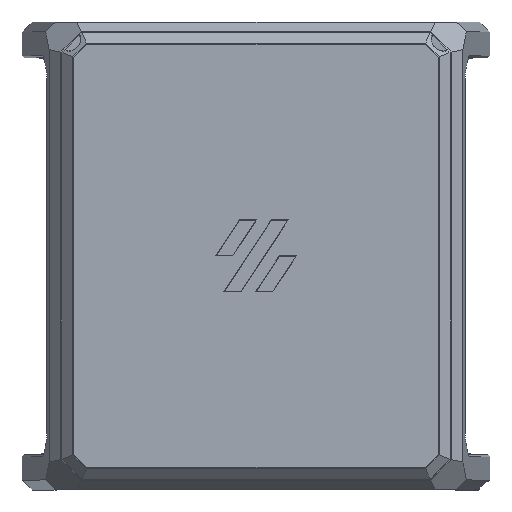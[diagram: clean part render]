
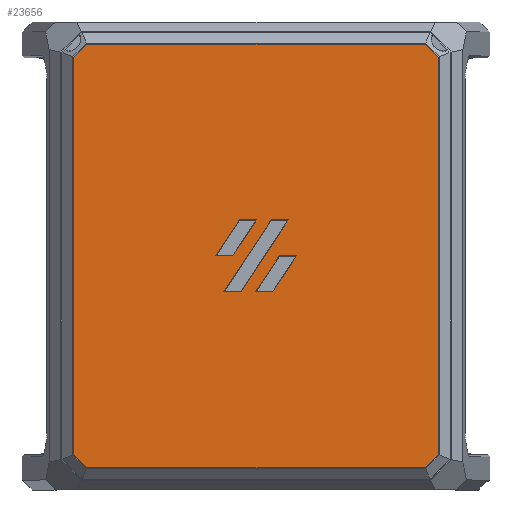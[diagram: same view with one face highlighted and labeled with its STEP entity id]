
A CAD part, top view. The second image highlights one B-rep face of the part: STEP entity #23656.
In plain terms, the highlighted planar face has unit normal (0, 0, 1).
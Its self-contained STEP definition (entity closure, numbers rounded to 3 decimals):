
#1339=FACE_BOUND('',#4468,.T.);
#1340=FACE_BOUND('',#4469,.T.);
#1341=FACE_BOUND('',#4470,.T.);
#1729=PLANE('',#25706);
#3053=FACE_OUTER_BOUND('',#4467,.T.);
#4467=EDGE_LOOP('',(#19595,#19596,#19597,#19598,#19599,#19600,#19601,#19602));
#4468=EDGE_LOOP('',(#19603,#19604,#19605,#19606));
#4469=EDGE_LOOP('',(#19607,#19608,#19609,#19610));
#4470=EDGE_LOOP('',(#19611,#19612,#19613,#19614));
#6209=LINE('',#42560,#8171);
#6213=LINE('',#42568,#8175);
#6218=LINE('',#42579,#8180);
#6220=LINE('',#42583,#8182);
#6224=LINE('',#42589,#8186);
#6226=LINE('',#42594,#8188);
#6229=LINE('',#42600,#8191);
#6232=LINE('',#42604,#8194);
#6242=LINE('',#42626,#8204);
#6243=LINE('',#42628,#8205);
#6244=LINE('',#42630,#8206);
#6245=LINE('',#42631,#8207);
#6246=LINE('',#42634,#8208);
#6247=LINE('',#42636,#8209);
#6248=LINE('',#42638,#8210);
#6249=LINE('',#42639,#8211);
#6250=LINE('',#42642,#8212);
#6251=LINE('',#42644,#8213);
#6252=LINE('',#42646,#8214);
#6253=LINE('',#42647,#8215);
#8171=VECTOR('',#30436,10.);
#8175=VECTOR('',#30442,10.);
#8180=VECTOR('',#30449,10.);
#8182=VECTOR('',#30453,10.);
#8186=VECTOR('',#30459,10.);
#8188=VECTOR('',#30463,10.);
#8191=VECTOR('',#30468,10.);
#8194=VECTOR('',#30473,10.);
#8204=VECTOR('',#30493,10.);
#8205=VECTOR('',#30494,10.);
#8206=VECTOR('',#30495,10.);
#8207=VECTOR('',#30496,10.);
#8208=VECTOR('',#30497,10.);
#8209=VECTOR('',#30498,10.);
#8210=VECTOR('',#30499,10.);
#8211=VECTOR('',#30500,10.);
#8212=VECTOR('',#30501,10.);
#8213=VECTOR('',#30502,10.);
#8214=VECTOR('',#30503,10.);
#8215=VECTOR('',#30504,10.);
#11154=VERTEX_POINT('',#42558);
#11155=VERTEX_POINT('',#42559);
#11158=VERTEX_POINT('',#42567);
#11162=VERTEX_POINT('',#42576);
#11163=VERTEX_POINT('',#42578);
#11164=VERTEX_POINT('',#42582);
#11167=VERTEX_POINT('',#42593);
#11169=VERTEX_POINT('',#42599);
#11175=VERTEX_POINT('',#42624);
#11176=VERTEX_POINT('',#42625);
#11177=VERTEX_POINT('',#42627);
#11178=VERTEX_POINT('',#42629);
#11179=VERTEX_POINT('',#42632);
#11180=VERTEX_POINT('',#42633);
#11181=VERTEX_POINT('',#42635);
#11182=VERTEX_POINT('',#42637);
#11183=VERTEX_POINT('',#42640);
#11184=VERTEX_POINT('',#42641);
#11185=VERTEX_POINT('',#42643);
#11186=VERTEX_POINT('',#42645);
#14105=EDGE_CURVE('',#11154,#11155,#6209,.T.);
#14109=EDGE_CURVE('',#11155,#11158,#6213,.T.);
#14114=EDGE_CURVE('',#11162,#11163,#6218,.T.);
#14116=EDGE_CURVE('',#11158,#11164,#6220,.T.);
#14120=EDGE_CURVE('',#11164,#11162,#6224,.T.);
#14122=EDGE_CURVE('',#11163,#11167,#6226,.T.);
#14125=EDGE_CURVE('',#11167,#11169,#6229,.T.);
#14128=EDGE_CURVE('',#11169,#11154,#6232,.T.);
#14138=EDGE_CURVE('',#11175,#11176,#6242,.T.);
#14139=EDGE_CURVE('',#11176,#11177,#6243,.T.);
#14140=EDGE_CURVE('',#11177,#11178,#6244,.T.);
#14141=EDGE_CURVE('',#11178,#11175,#6245,.T.);
#14142=EDGE_CURVE('',#11179,#11180,#6246,.T.);
#14143=EDGE_CURVE('',#11180,#11181,#6247,.T.);
#14144=EDGE_CURVE('',#11181,#11182,#6248,.T.);
#14145=EDGE_CURVE('',#11182,#11179,#6249,.T.);
#14146=EDGE_CURVE('',#11183,#11184,#6250,.T.);
#14147=EDGE_CURVE('',#11184,#11185,#6251,.T.);
#14148=EDGE_CURVE('',#11185,#11186,#6252,.T.);
#14149=EDGE_CURVE('',#11186,#11183,#6253,.T.);
#19595=ORIENTED_EDGE('',*,*,#14114,.F.);
#19596=ORIENTED_EDGE('',*,*,#14120,.F.);
#19597=ORIENTED_EDGE('',*,*,#14116,.F.);
#19598=ORIENTED_EDGE('',*,*,#14109,.F.);
#19599=ORIENTED_EDGE('',*,*,#14105,.F.);
#19600=ORIENTED_EDGE('',*,*,#14128,.F.);
#19601=ORIENTED_EDGE('',*,*,#14125,.F.);
#19602=ORIENTED_EDGE('',*,*,#14122,.F.);
#19603=ORIENTED_EDGE('',*,*,#14138,.T.);
#19604=ORIENTED_EDGE('',*,*,#14139,.T.);
#19605=ORIENTED_EDGE('',*,*,#14140,.T.);
#19606=ORIENTED_EDGE('',*,*,#14141,.T.);
#19607=ORIENTED_EDGE('',*,*,#14142,.T.);
#19608=ORIENTED_EDGE('',*,*,#14143,.T.);
#19609=ORIENTED_EDGE('',*,*,#14144,.T.);
#19610=ORIENTED_EDGE('',*,*,#14145,.T.);
#19611=ORIENTED_EDGE('',*,*,#14146,.T.);
#19612=ORIENTED_EDGE('',*,*,#14147,.T.);
#19613=ORIENTED_EDGE('',*,*,#14148,.T.);
#19614=ORIENTED_EDGE('',*,*,#14149,.T.);
#23656=ADVANCED_FACE('',(#3053,#1339,#1340,#1341),#1729,.F.);
#25706=AXIS2_PLACEMENT_3D('',#42623,#30491,#30492);
#30436=DIRECTION('',(0.,-1.,0.));
#30442=DIRECTION('',(-0.707,-0.707,0.));
#30449=DIRECTION('',(0.,1.,0.));
#30453=DIRECTION('',(-1.,0.,0.));
#30459=DIRECTION('',(-0.707,0.707,0.));
#30463=DIRECTION('',(0.707,0.707,0.));
#30468=DIRECTION('',(1.,0.,0.));
#30473=DIRECTION('',(0.707,-0.707,0.));
#30491=DIRECTION('center_axis',(0.,0.,-1.));
#30492=DIRECTION('ref_axis',(-1.,0.,0.));
#30493=DIRECTION('',(0.549,0.836,0.));
#30494=DIRECTION('',(1.,0.,0.));
#30495=DIRECTION('',(-0.549,-0.836,0.));
#30496=DIRECTION('',(-1.,0.,0.));
#30497=DIRECTION('',(1.,0.,0.));
#30498=DIRECTION('',(-0.549,-0.836,0.));
#30499=DIRECTION('',(-1.,0.,0.));
#30500=DIRECTION('',(0.549,0.836,0.));
#30501=DIRECTION('',(-0.549,-0.836,0.));
#30502=DIRECTION('',(-1.,0.,0.));
#30503=DIRECTION('',(0.549,0.836,0.));
#30504=DIRECTION('',(1.,0.,0.));
#42558=CARTESIAN_POINT('',(251.612,274.064,207.862));
#42559=CARTESIAN_POINT('',(251.612,71.954,207.862));
#42560=CARTESIAN_POINT('',(251.612,147.093,207.862));
#42567=CARTESIAN_POINT('',(244.967,65.309,207.862));
#42568=CARTESIAN_POINT('',(252.618,72.96,207.862));
#42576=CARTESIAN_POINT('',(66.188,71.954,207.862));
#42578=CARTESIAN_POINT('',(66.188,274.064,207.862));
#42579=CARTESIAN_POINT('',(66.188,198.925,207.862));
#42582=CARTESIAN_POINT('',(72.833,65.309,207.862));
#42583=CARTESIAN_POINT('',(136.731,65.309,207.862));
#42589=CARTESIAN_POINT('',(62.598,75.544,207.862));
#42593=CARTESIAN_POINT('',(72.833,280.709,207.862));
#42594=CARTESIAN_POINT('',(65.182,273.058,207.862));
#42599=CARTESIAN_POINT('',(244.967,280.709,207.862));
#42600=CARTESIAN_POINT('',(181.069,280.709,207.862));
#42604=CARTESIAN_POINT('',(255.202,270.474,207.862));
#42623=CARTESIAN_POINT('Origin',(158.9,173.009,207.862));
#42624=CARTESIAN_POINT('',(158.721,154.725,207.862));
#42625=CARTESIAN_POINT('',(170.729,172.993,207.862));
#42626=CARTESIAN_POINT('',(162.944,161.15,207.862));
#42627=CARTESIAN_POINT('',(179.509,172.993,207.862));
#42628=CARTESIAN_POINT('',(164.815,172.993,207.862));
#42629=CARTESIAN_POINT('',(167.501,154.725,207.862));
#42630=CARTESIAN_POINT('',(176.403,168.269,207.862));
#42631=CARTESIAN_POINT('',(163.2,154.725,207.862));
#42632=CARTESIAN_POINT('',(166.562,191.26,207.862));
#42633=CARTESIAN_POINT('',(175.34,191.26,207.862));
#42634=CARTESIAN_POINT('',(162.731,191.26,207.862));
#42635=CARTESIAN_POINT('',(151.323,154.725,207.862));
#42636=CARTESIAN_POINT('',(168.671,181.115,207.862));
#42637=CARTESIAN_POINT('',(142.545,154.725,207.862));
#42638=CARTESIAN_POINT('',(155.112,154.725,207.862));
#42639=CARTESIAN_POINT('',(149.209,164.862,207.862));
#42640=CARTESIAN_POINT('',(159.164,191.26,207.862));
#42641=CARTESIAN_POINT('',(147.157,172.993,207.862));
#42642=CARTESIAN_POINT('',(154.935,184.827,207.862));
#42643=CARTESIAN_POINT('',(138.377,172.993,207.862));
#42644=CARTESIAN_POINT('',(153.029,172.993,207.862));
#42645=CARTESIAN_POINT('',(150.385,191.26,207.862));
#42646=CARTESIAN_POINT('',(141.477,177.709,207.862));
#42647=CARTESIAN_POINT('',(154.643,191.26,207.862));
